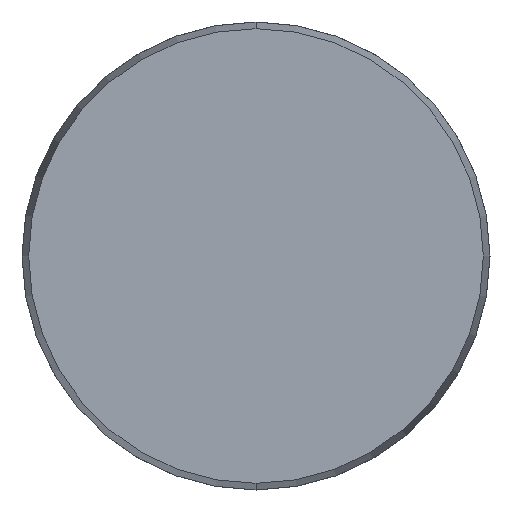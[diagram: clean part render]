
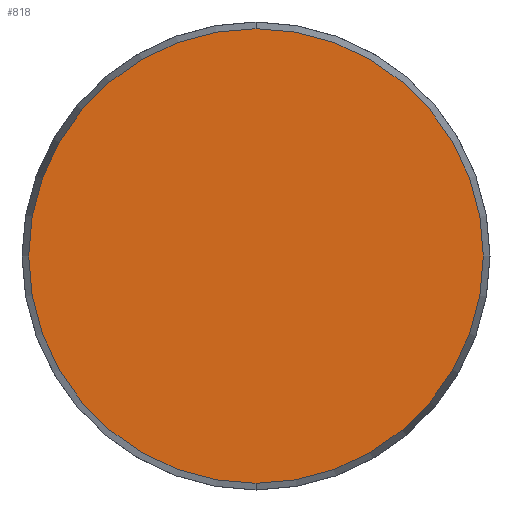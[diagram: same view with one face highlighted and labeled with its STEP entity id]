
A CAD part, front view. The second image highlights one B-rep face of the part: STEP entity #818.
In plain terms, the highlighted planar face has unit normal (0, -1, 0).
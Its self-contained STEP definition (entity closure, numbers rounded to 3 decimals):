
#32 = ORIENTED_EDGE ( 'NONE', *, *, #510, .T. ) ;
#47 = CIRCLE ( 'NONE', #451, 29.143 ) ;
#76 = ORIENTED_EDGE ( 'NONE', *, *, #140, .T. ) ;
#140 = EDGE_CURVE ( 'NONE', #695, #1018, #47, .T. ) ;
#159 = CARTESIAN_POINT ( 'NONE',  ( 0., 0., -29.143 ) ) ;
#223 = DIRECTION ( 'NONE',  ( 0., -1., 0. ) ) ;
#292 = DIRECTION ( 'NONE',  ( 0., 1., 0. ) ) ;
#318 = DIRECTION ( 'NONE',  ( 0., 0., -1. ) ) ;
#351 = CIRCLE ( 'NONE', #969, 29.143 ) ;
#354 = FACE_OUTER_BOUND ( 'NONE', #739, .T. ) ;
#361 = CARTESIAN_POINT ( 'NONE',  ( 0., 0., 29.143 ) ) ;
#451 = AXIS2_PLACEMENT_3D ( 'NONE', #960, #1025, #318 ) ;
#510 = EDGE_CURVE ( 'NONE', #1018, #695, #351, .T. ) ;
#517 = CARTESIAN_POINT ( 'NONE',  ( 0., 0., 0. ) ) ;
#528 = CARTESIAN_POINT ( 'NONE',  ( -29.143, 0., 0. ) ) ;
#617 = AXIS2_PLACEMENT_3D ( 'NONE', #528, #292, #672 ) ;
#618 = PLANE ( 'NONE',  #617 ) ;
#672 = DIRECTION ( 'NONE',  ( 0., 0., 1. ) ) ;
#695 = VERTEX_POINT ( 'NONE', #159 ) ;
#739 = EDGE_LOOP ( 'NONE', ( #32, #76 ) ) ;
#759 = DIRECTION ( 'NONE',  ( 0., 0., -1. ) ) ;
#818 = ADVANCED_FACE ( 'NONE', ( #354 ), #618, .F. ) ;
#960 = CARTESIAN_POINT ( 'NONE',  ( 0., 0., 0. ) ) ;
#969 = AXIS2_PLACEMENT_3D ( 'NONE', #517, #223, #759 ) ;
#1018 = VERTEX_POINT ( 'NONE', #361 ) ;
#1025 = DIRECTION ( 'NONE',  ( 0., -1., 0. ) ) ;
